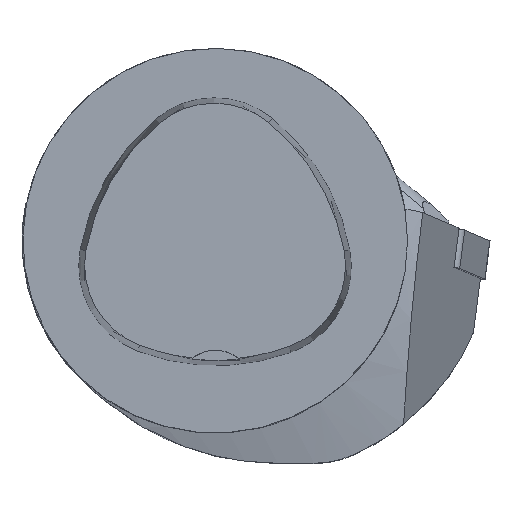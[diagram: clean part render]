
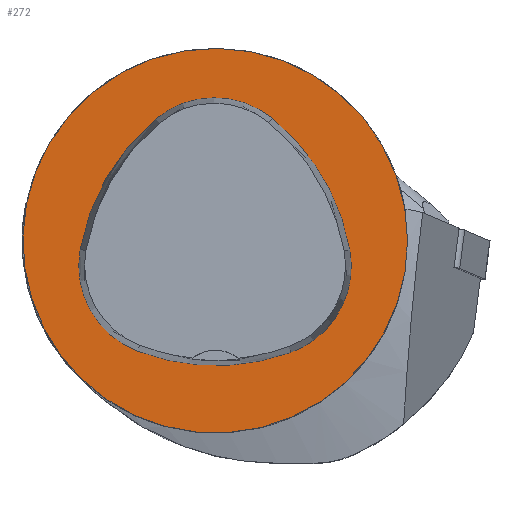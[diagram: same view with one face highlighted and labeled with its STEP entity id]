
A CAD part, top view. The second image highlights one B-rep face of the part: STEP entity #272.
In plain terms, the highlighted planar face has unit normal (0, 0, 1).
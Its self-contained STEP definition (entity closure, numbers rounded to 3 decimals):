
#272=ADVANCED_FACE('',(#683,#684),#346,.T.);
#346=PLANE('',#1863);
#683=FACE_BOUND('',#729,.T.);
#684=FACE_BOUND('',#730,.T.);
#729=EDGE_LOOP('',(#985,#986,#987,#988,#989,#990));
#730=EDGE_LOOP('',(#991));
#985=ORIENTED_EDGE('',*,*,#1550,.F.);
#986=ORIENTED_EDGE('',*,*,#1545,.F.);
#987=ORIENTED_EDGE('',*,*,#1540,.F.);
#988=ORIENTED_EDGE('',*,*,#1537,.F.);
#989=ORIENTED_EDGE('',*,*,#1534,.F.);
#990=ORIENTED_EDGE('',*,*,#1530,.F.);
#991=ORIENTED_EDGE('',*,*,#1521,.T.);
#1342=VERTEX_POINT('',#2763);
#1351=VERTEX_POINT('',#2782);
#1352=VERTEX_POINT('',#2783);
#1355=VERTEX_POINT('',#2791);
#1357=VERTEX_POINT('',#2797);
#1359=VERTEX_POINT('',#2803);
#1363=VERTEX_POINT('',#2816);
#1521=EDGE_CURVE('',#1342,#1342,#1669,.T.);
#1530=EDGE_CURVE('',#1351,#1352,#1670,.T.);
#1534=EDGE_CURVE('',#1352,#1355,#1672,.T.);
#1537=EDGE_CURVE('',#1355,#1357,#1674,.T.);
#1540=EDGE_CURVE('',#1357,#1359,#1676,.T.);
#1545=EDGE_CURVE('',#1359,#1363,#1679,.T.);
#1550=EDGE_CURVE('',#1363,#1351,#1682,.T.);
#1669=CIRCLE('',#1835,31.5);
#1670=CIRCLE('',#1841,36.);
#1672=CIRCLE('',#1844,15.);
#1674=CIRCLE('',#1847,36.);
#1676=CIRCLE('',#1850,15.);
#1679=CIRCLE('',#1854,36.);
#1682=CIRCLE('',#1858,15.);
#1835=AXIS2_PLACEMENT_3D('',#2762,#2125,#2126);
#1841=AXIS2_PLACEMENT_3D('',#2781,#2141,#2142);
#1844=AXIS2_PLACEMENT_3D('',#2790,#2149,#2150);
#1847=AXIS2_PLACEMENT_3D('',#2796,#2156,#2157);
#1850=AXIS2_PLACEMENT_3D('',#2802,#2163,#2164);
#1854=AXIS2_PLACEMENT_3D('',#2815,#2172,#2173);
#1858=AXIS2_PLACEMENT_3D('',#2828,#2181,#2182);
#1863=AXIS2_PLACEMENT_3D('',#2833,#2191,#2192);
#2125=DIRECTION('',(0.,0.,1.));
#2126=DIRECTION('',(1.,0.,0.));
#2141=DIRECTION('',(0.,0.,1.));
#2142=DIRECTION('',(1.,0.,0.));
#2149=DIRECTION('',(0.,0.,1.));
#2150=DIRECTION('',(1.,0.,0.));
#2156=DIRECTION('',(0.,0.,1.));
#2157=DIRECTION('',(1.,0.,0.));
#2163=DIRECTION('',(0.,0.,1.));
#2164=DIRECTION('',(1.,0.,0.));
#2172=DIRECTION('',(0.,0.,1.));
#2173=DIRECTION('',(1.,0.,0.));
#2181=DIRECTION('',(0.,0.,1.));
#2182=DIRECTION('',(1.,0.,0.));
#2191=DIRECTION('',(0.,0.,1.));
#2192=DIRECTION('',(-1.,0.,0.));
#2762=CARTESIAN_POINT('',(0.,0.,0.));
#2763=CARTESIAN_POINT('',(31.5,0.,0.));
#2781=CARTESIAN_POINT('',(-13.398,-7.893,0.));
#2782=CARTESIAN_POINT('',(22.041,-1.562,0.));
#2783=CARTESIAN_POINT('',(9.317,20.036,0.));
#2790=CARTESIAN_POINT('',(-0.148,8.399,0.));
#2791=CARTESIAN_POINT('',(-9.779,19.898,0.));
#2796=CARTESIAN_POINT('',(13.337,-7.7,0.));
#2797=CARTESIAN_POINT('',(-22.122,-1.48,0.));
#2802=CARTESIAN_POINT('',(-7.347,-4.071,0.));
#2803=CARTESIAN_POINT('',(-12.693,-18.087,0.));
#2815=CARTESIAN_POINT('',(0.137,15.55,0.));
#2816=CARTESIAN_POINT('',(12.373,-18.307,0.));
#2828=CARTESIAN_POINT('',(7.275,-4.2,0.));
#2833=CARTESIAN_POINT('',(0.,0.,0.));
